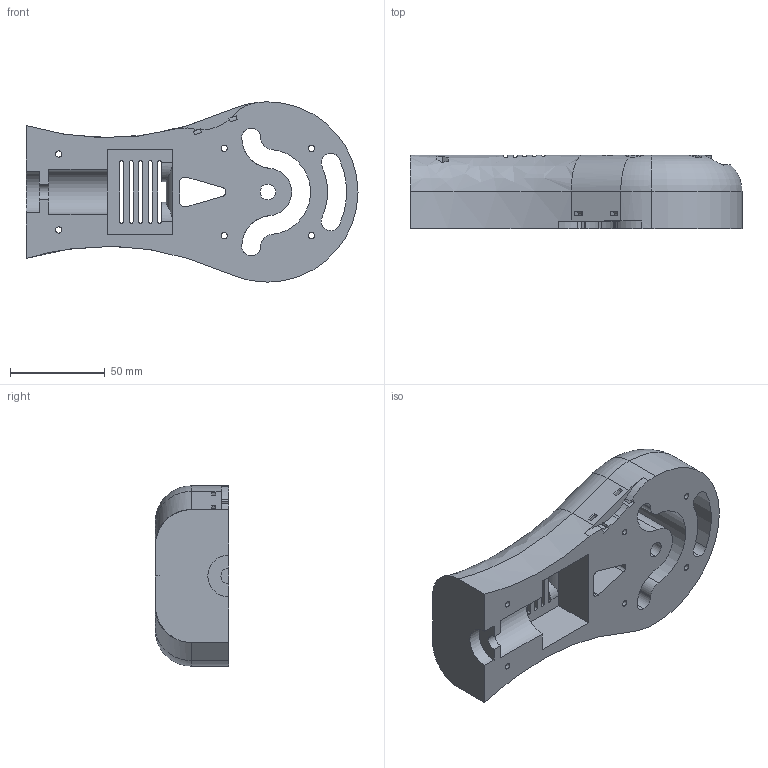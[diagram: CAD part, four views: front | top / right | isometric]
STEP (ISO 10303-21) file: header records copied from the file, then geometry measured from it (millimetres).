
FILE_DESCRIPTION (( 'STEP AP203' ), '1' );
FILE_NAME ('3M2C_Predeterminado_sldprt.STEP', '2024-02-29T15:19:37', ( '' ), ( '' ), 'SwSTEP 2.0', 'SolidWorks 2022', '' );
FILE_SCHEMA (( 'CONFIG_CONTROL_DESIGN' ));
Length unit declared in the file: millimetre
Products named in the file (1): 3M2C_Predeterminado_sldprt
Bounding box: 175 x 38.75 x 95 mm (x, y, z)
Volume: 331971.5 mm3; surface area: 64153.2 mm2
Topology: 1 solids, 1 shells, 185 faces, 548 edges, 362 vertices
Faces by surface type: plane 105, cylinder 73, bspline 4, torus 3
Entity records: 7127 total; most frequent: CARTESIAN_POINT 2141, ORIENTED_EDGE 1096, DIRECTION 935, EDGE_CURVE 548, VERTEX_POINT 362, LINE 317, VECTOR 317, AXIS2_PLACEMENT_3D 309
